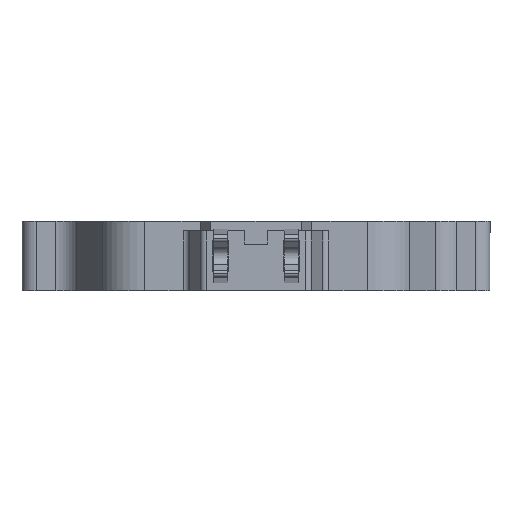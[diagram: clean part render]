
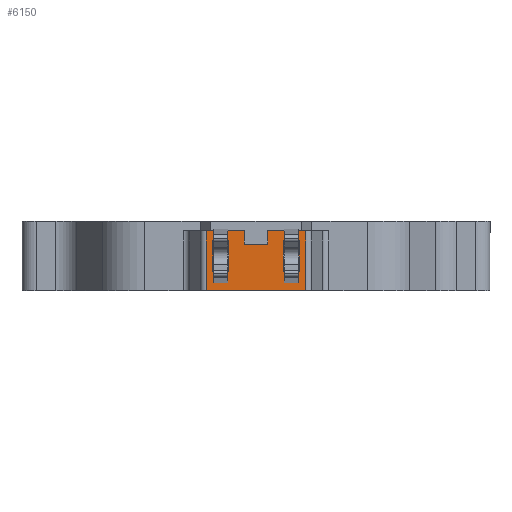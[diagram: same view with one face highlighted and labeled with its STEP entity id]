
A CAD part, front view. The second image highlights one B-rep face of the part: STEP entity #6150.
In plain terms, the highlighted planar face has unit normal (0, -1, 0).
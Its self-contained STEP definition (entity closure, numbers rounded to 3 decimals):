
#200 = DIRECTION ( 'NONE',  ( 0., 1., 0. ) ) ;
#547 = DIRECTION ( 'NONE',  ( -1., 0., 0. ) ) ;
#720 = CARTESIAN_POINT ( 'NONE',  ( 4.166, 0., 5. ) ) ;
#764 = DIRECTION ( 'NONE',  ( 1., 0., 0. ) ) ;
#825 = CARTESIAN_POINT ( 'NONE',  ( -1., 0., 3.9 ) ) ;
#849 = CARTESIAN_POINT ( 'NONE',  ( 3.625, 0., 1.625 ) ) ;
#954 = DIRECTION ( 'NONE',  ( 0., 0., 1. ) ) ;
#1131 = DIRECTION ( 'NONE',  ( 0., 0., 1. ) ) ;
#1226 = VECTOR ( 'NONE', #4203, 1000. ) ;
#1343 = VERTEX_POINT ( 'NONE', #4424 ) ;
#1350 = LINE ( 'NONE', #14352, #9601 ) ;
#1429 = VERTEX_POINT ( 'NONE', #12333 ) ;
#1632 = EDGE_CURVE ( 'NONE', #12583, #3662, #7813, .T. ) ;
#1702 = EDGE_CURVE ( 'NONE', #11211, #15303, #5872, .T. ) ;
#1756 = AXIS2_PLACEMENT_3D ( 'NONE', #9506, #200, #11085 ) ;
#1814 = LINE ( 'NONE', #13997, #5962 ) ;
#2349 = VECTOR ( 'NONE', #954, 1000. ) ;
#2750 = VERTEX_POINT ( 'NONE', #9927 ) ;
#2850 = CARTESIAN_POINT ( 'NONE',  ( 1., 0., -0.131 ) ) ;
#2964 = FACE_BOUND ( 'NONE', #8886, .T. ) ;
#2992 = ORIENTED_EDGE ( 'NONE', *, *, #5772, .T. ) ;
#3023 = CARTESIAN_POINT ( 'NONE',  ( 4.283, 0., 0. ) ) ;
#3054 = VERTEX_POINT ( 'NONE', #14293 ) ;
#3453 = DIRECTION ( 'NONE',  ( 1., 0., 0. ) ) ;
#3662 = VERTEX_POINT ( 'NONE', #849 ) ;
#3882 = ORIENTED_EDGE ( 'NONE', *, *, #12219, .F. ) ;
#3975 = VERTEX_POINT ( 'NONE', #17107 ) ;
#4203 = DIRECTION ( 'NONE',  ( 0., 0., 1. ) ) ;
#4386 = CARTESIAN_POINT ( 'NONE',  ( -4.166, 0., 5. ) ) ;
#4424 = CARTESIAN_POINT ( 'NONE',  ( 3.625, 0., 4.175 ) ) ;
#4958 = ORIENTED_EDGE ( 'NONE', *, *, #1632, .F. ) ;
#5077 = CARTESIAN_POINT ( 'NONE',  ( -4.166, 0., 0. ) ) ;
#5086 = DIRECTION ( 'NONE',  ( 0., 0., 1. ) ) ;
#5283 = EDGE_CURVE ( 'NONE', #12583, #11012, #9998, .T. ) ;
#5285 = VECTOR ( 'NONE', #11662, 1000. ) ;
#5288 = DIRECTION ( 'NONE',  ( 1., 0., 0. ) ) ;
#5679 = CARTESIAN_POINT ( 'NONE',  ( -3.625, 0., -11.285 ) ) ;
#5715 = VECTOR ( 'NONE', #5086, 1000. ) ;
#5772 = EDGE_CURVE ( 'NONE', #15303, #13389, #9477, .T. ) ;
#5809 = VECTOR ( 'NONE', #547, 1000. ) ;
#5872 = LINE ( 'NONE', #3023, #12150 ) ;
#5877 = VECTOR ( 'NONE', #5288, 1000. ) ;
#5885 = EDGE_LOOP ( 'NONE', ( #19676, #9533, #19809, #4958 ) ) ;
#5962 = VECTOR ( 'NONE', #6363, 1000. ) ;
#6150 = ADVANCED_FACE ( 'NONE', ( #2964, #18955, #7107 ), #6263, .F. ) ;
#6242 = VECTOR ( 'NONE', #19711, 1000. ) ;
#6263 = PLANE ( 'NONE',  #1756 ) ;
#6294 = LINE ( 'NONE', #6746, #5809 ) ;
#6315 = VERTEX_POINT ( 'NONE', #19175 ) ;
#6363 = DIRECTION ( 'NONE',  ( 0., 0., 1. ) ) ;
#6746 = CARTESIAN_POINT ( 'NONE',  ( 3.625, 0., 4.175 ) ) ;
#7054 = VECTOR ( 'NONE', #1131, 1000. ) ;
#7107 = FACE_OUTER_BOUND ( 'NONE', #8355, .T. ) ;
#7738 = EDGE_CURVE ( 'NONE', #3054, #15477, #17580, .T. ) ;
#7813 = LINE ( 'NONE', #9009, #19671 ) ;
#8355 = EDGE_LOOP ( 'NONE', ( #9816, #19741, #9341, #2992, #18279, #16478, #10728, #15131 ) ) ;
#8608 = ORIENTED_EDGE ( 'NONE', *, *, #15259, .T. ) ;
#8826 = EDGE_CURVE ( 'NONE', #10963, #3975, #18230, .T. ) ;
#8886 = EDGE_LOOP ( 'NONE', ( #8608, #12183, #3882, #10786 ) ) ;
#9009 = CARTESIAN_POINT ( 'NONE',  ( 2.275, 0., 1.625 ) ) ;
#9341 = ORIENTED_EDGE ( 'NONE', *, *, #1702, .T. ) ;
#9355 = VECTOR ( 'NONE', #10658, 1000. ) ;
#9477 = LINE ( 'NONE', #13472, #1226 ) ;
#9506 = CARTESIAN_POINT ( 'NONE',  ( 4.283, 0., 2.9 ) ) ;
#9533 = ORIENTED_EDGE ( 'NONE', *, *, #15653, .F. ) ;
#9601 = VECTOR ( 'NONE', #3453, 1000. ) ;
#9743 = CARTESIAN_POINT ( 'NONE',  ( -1., 0., -0.131 ) ) ;
#9808 = EDGE_CURVE ( 'NONE', #15477, #13389, #1350, .T. ) ;
#9816 = ORIENTED_EDGE ( 'NONE', *, *, #8826, .F. ) ;
#9927 = CARTESIAN_POINT ( 'NONE',  ( -3.625, 0., 4.175 ) ) ;
#9998 = LINE ( 'NONE', #16628, #13613 ) ;
#10231 = EDGE_CURVE ( 'NONE', #3662, #1343, #12757, .T. ) ;
#10305 = LINE ( 'NONE', #19331, #18042 ) ;
#10313 = LINE ( 'NONE', #9743, #5715 ) ;
#10595 = EDGE_CURVE ( 'NONE', #1429, #16641, #10305, .T. ) ;
#10658 = DIRECTION ( 'NONE',  ( 0., 0., 1. ) ) ;
#10728 = ORIENTED_EDGE ( 'NONE', *, *, #11770, .T. ) ;
#10786 = ORIENTED_EDGE ( 'NONE', *, *, #10595, .F. ) ;
#10963 = VERTEX_POINT ( 'NONE', #4386 ) ;
#11012 = VERTEX_POINT ( 'NONE', #12302 ) ;
#11085 = DIRECTION ( 'NONE',  ( -1., 0., 0. ) ) ;
#11211 = VERTEX_POINT ( 'NONE', #5077 ) ;
#11662 = DIRECTION ( 'NONE',  ( -1., 0., 0. ) ) ;
#11770 = EDGE_CURVE ( 'NONE', #3054, #6315, #13968, .T. ) ;
#12150 = VECTOR ( 'NONE', #16974, 1000. ) ;
#12183 = ORIENTED_EDGE ( 'NONE', *, *, #12286, .F. ) ;
#12219 = EDGE_CURVE ( 'NONE', #16641, #14357, #18350, .T. ) ;
#12286 = EDGE_CURVE ( 'NONE', #14357, #2750, #18103, .T. ) ;
#12302 = CARTESIAN_POINT ( 'NONE',  ( 2.275, 0., 4.175 ) ) ;
#12333 = CARTESIAN_POINT ( 'NONE',  ( -3.625, 0., 1.625 ) ) ;
#12411 = CARTESIAN_POINT ( 'NONE',  ( 1., 0., 5. ) ) ;
#12583 = VERTEX_POINT ( 'NONE', #12813 ) ;
#12757 = LINE ( 'NONE', #13927, #20007 ) ;
#12813 = CARTESIAN_POINT ( 'NONE',  ( 2.275, 0., 1.625 ) ) ;
#12991 = CARTESIAN_POINT ( 'NONE',  ( -4.166, 0., 5. ) ) ;
#13389 = VERTEX_POINT ( 'NONE', #720 ) ;
#13472 = CARTESIAN_POINT ( 'NONE',  ( 4.166, 0., -4.641 ) ) ;
#13613 = VECTOR ( 'NONE', #18171, 1000. ) ;
#13631 = EDGE_CURVE ( 'NONE', #11211, #10963, #1814, .T. ) ;
#13659 = CARTESIAN_POINT ( 'NONE',  ( -2.275, 0., 1.625 ) ) ;
#13718 = EDGE_CURVE ( 'NONE', #6315, #3975, #10313, .T. ) ;
#13927 = CARTESIAN_POINT ( 'NONE',  ( 3.625, 0., -11.285 ) ) ;
#13968 = LINE ( 'NONE', #825, #5285 ) ;
#13997 = CARTESIAN_POINT ( 'NONE',  ( -4.166, 0., -4.641 ) ) ;
#14293 = CARTESIAN_POINT ( 'NONE',  ( 1., 0., 3.9 ) ) ;
#14352 = CARTESIAN_POINT ( 'NONE',  ( -4.166, 0., 5. ) ) ;
#14357 = VERTEX_POINT ( 'NONE', #17278 ) ;
#15131 = ORIENTED_EDGE ( 'NONE', *, *, #13718, .T. ) ;
#15259 = EDGE_CURVE ( 'NONE', #1429, #2750, #19387, .T. ) ;
#15303 = VERTEX_POINT ( 'NONE', #18250 ) ;
#15477 = VERTEX_POINT ( 'NONE', #12411 ) ;
#15497 = DIRECTION ( 'NONE',  ( 0., 0., 1. ) ) ;
#15653 = EDGE_CURVE ( 'NONE', #1343, #11012, #6294, .T. ) ;
#16338 = CARTESIAN_POINT ( 'NONE',  ( -2.275, 0., -11.285 ) ) ;
#16478 = ORIENTED_EDGE ( 'NONE', *, *, #7738, .F. ) ;
#16628 = CARTESIAN_POINT ( 'NONE',  ( 2.275, 0., -11.285 ) ) ;
#16641 = VERTEX_POINT ( 'NONE', #13659 ) ;
#16668 = CARTESIAN_POINT ( 'NONE',  ( -2.275, 0., 4.175 ) ) ;
#16974 = DIRECTION ( 'NONE',  ( 1., 0., 0. ) ) ;
#17107 = CARTESIAN_POINT ( 'NONE',  ( -1., 0., 5. ) ) ;
#17278 = CARTESIAN_POINT ( 'NONE',  ( -2.275, 0., 4.175 ) ) ;
#17580 = LINE ( 'NONE', #2850, #9355 ) ;
#18042 = VECTOR ( 'NONE', #764, 1000. ) ;
#18103 = LINE ( 'NONE', #16668, #6242 ) ;
#18171 = DIRECTION ( 'NONE',  ( 0., 0., 1. ) ) ;
#18230 = LINE ( 'NONE', #12991, #5877 ) ;
#18250 = CARTESIAN_POINT ( 'NONE',  ( 4.166, 0., 0. ) ) ;
#18279 = ORIENTED_EDGE ( 'NONE', *, *, #9808, .F. ) ;
#18350 = LINE ( 'NONE', #16338, #2349 ) ;
#18955 = FACE_BOUND ( 'NONE', #5885, .T. ) ;
#19175 = CARTESIAN_POINT ( 'NONE',  ( -1., 0., 3.9 ) ) ;
#19331 = CARTESIAN_POINT ( 'NONE',  ( -3.625, 0., 1.625 ) ) ;
#19387 = LINE ( 'NONE', #5679, #7054 ) ;
#19671 = VECTOR ( 'NONE', #19810, 1000. ) ;
#19676 = ORIENTED_EDGE ( 'NONE', *, *, #5283, .T. ) ;
#19711 = DIRECTION ( 'NONE',  ( -1., 0., 0. ) ) ;
#19741 = ORIENTED_EDGE ( 'NONE', *, *, #13631, .F. ) ;
#19809 = ORIENTED_EDGE ( 'NONE', *, *, #10231, .F. ) ;
#19810 = DIRECTION ( 'NONE',  ( 1., 0., 0. ) ) ;
#20007 = VECTOR ( 'NONE', #15497, 1000. ) ;
